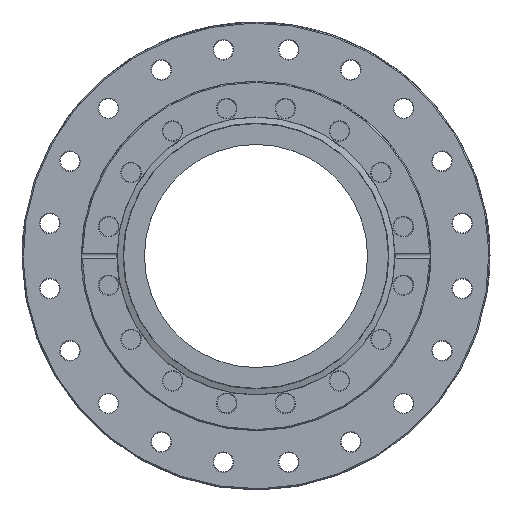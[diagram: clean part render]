
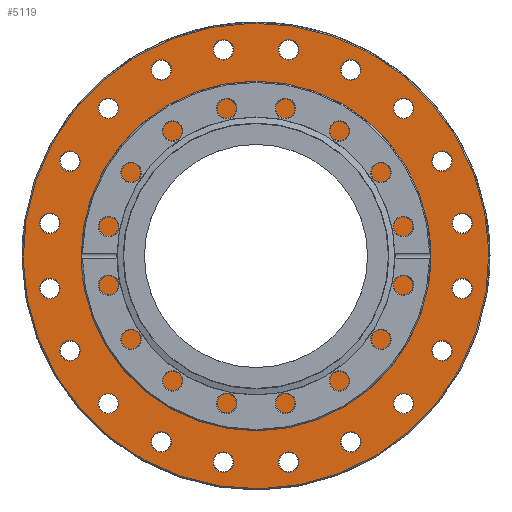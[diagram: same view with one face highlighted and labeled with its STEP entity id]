
A CAD part, front view. The second image highlights one B-rep face of the part: STEP entity #5119.
In plain terms, the highlighted planar face has unit normal (0, -1, 0).
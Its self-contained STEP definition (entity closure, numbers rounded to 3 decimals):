
#793=PLANE('',#5566);
#953=FACE_BOUND('',#1520,.T.);
#954=FACE_BOUND('',#1521,.T.);
#955=FACE_BOUND('',#1522,.T.);
#956=FACE_BOUND('',#1523,.T.);
#957=FACE_BOUND('',#1524,.T.);
#958=FACE_BOUND('',#1525,.T.);
#959=FACE_BOUND('',#1526,.T.);
#960=FACE_BOUND('',#1527,.T.);
#961=FACE_BOUND('',#1528,.T.);
#962=FACE_BOUND('',#1529,.T.);
#963=FACE_BOUND('',#1530,.T.);
#964=FACE_BOUND('',#1531,.T.);
#965=FACE_BOUND('',#1532,.T.);
#966=FACE_BOUND('',#1533,.T.);
#967=FACE_BOUND('',#1534,.T.);
#968=FACE_BOUND('',#1535,.T.);
#969=FACE_BOUND('',#1536,.T.);
#970=FACE_BOUND('',#1537,.T.);
#971=FACE_BOUND('',#1538,.T.);
#972=FACE_BOUND('',#1539,.T.);
#973=FACE_BOUND('',#1540,.T.);
#1182=FACE_OUTER_BOUND('',#1519,.T.);
#1519=EDGE_LOOP('',(#3630));
#1520=EDGE_LOOP('',(#3631));
#1521=EDGE_LOOP('',(#3632));
#1522=EDGE_LOOP('',(#3633));
#1523=EDGE_LOOP('',(#3634));
#1524=EDGE_LOOP('',(#3635));
#1525=EDGE_LOOP('',(#3636));
#1526=EDGE_LOOP('',(#3637));
#1527=EDGE_LOOP('',(#3638));
#1528=EDGE_LOOP('',(#3639));
#1529=EDGE_LOOP('',(#3640));
#1530=EDGE_LOOP('',(#3641));
#1531=EDGE_LOOP('',(#3642));
#1532=EDGE_LOOP('',(#3643));
#1533=EDGE_LOOP('',(#3644));
#1534=EDGE_LOOP('',(#3645));
#1535=EDGE_LOOP('',(#3646));
#1536=EDGE_LOOP('',(#3647));
#1537=EDGE_LOOP('',(#3648));
#1538=EDGE_LOOP('',(#3649));
#1539=EDGE_LOOP('',(#3650));
#1540=EDGE_LOOP('',(#3651));
#2080=CIRCLE('',#5562,50.8);
#2081=CIRCLE('',#5564,101.);
#2083=CIRCLE('',#5567,4.45);
#2084=CIRCLE('',#5568,4.45);
#2085=CIRCLE('',#5569,4.45);
#2086=CIRCLE('',#5570,4.45);
#2087=CIRCLE('',#5571,4.45);
#2088=CIRCLE('',#5572,4.45);
#2089=CIRCLE('',#5573,4.45);
#2090=CIRCLE('',#5574,4.45);
#2091=CIRCLE('',#5575,4.45);
#2092=CIRCLE('',#5576,4.45);
#2093=CIRCLE('',#5577,4.45);
#2094=CIRCLE('',#5578,4.45);
#2095=CIRCLE('',#5579,4.45);
#2096=CIRCLE('',#5580,4.45);
#2097=CIRCLE('',#5581,4.45);
#2098=CIRCLE('',#5582,4.45);
#2099=CIRCLE('',#5583,4.45);
#2100=CIRCLE('',#5584,4.45);
#2101=CIRCLE('',#5585,4.45);
#2102=CIRCLE('',#5586,4.45);
#2383=VERTEX_POINT('',#7422);
#2384=VERTEX_POINT('',#7425);
#2386=VERTEX_POINT('',#7430);
#2387=VERTEX_POINT('',#7432);
#2388=VERTEX_POINT('',#7434);
#2389=VERTEX_POINT('',#7436);
#2390=VERTEX_POINT('',#7438);
#2391=VERTEX_POINT('',#7440);
#2392=VERTEX_POINT('',#7442);
#2393=VERTEX_POINT('',#7444);
#2394=VERTEX_POINT('',#7446);
#2395=VERTEX_POINT('',#7448);
#2396=VERTEX_POINT('',#7450);
#2397=VERTEX_POINT('',#7452);
#2398=VERTEX_POINT('',#7454);
#2399=VERTEX_POINT('',#7456);
#2400=VERTEX_POINT('',#7458);
#2401=VERTEX_POINT('',#7460);
#2402=VERTEX_POINT('',#7462);
#2403=VERTEX_POINT('',#7464);
#2404=VERTEX_POINT('',#7466);
#2405=VERTEX_POINT('',#7468);
#2916=EDGE_CURVE('',#2383,#2383,#2080,.T.);
#2917=EDGE_CURVE('',#2384,#2384,#2081,.T.);
#2919=EDGE_CURVE('',#2386,#2386,#2083,.T.);
#2920=EDGE_CURVE('',#2387,#2387,#2084,.T.);
#2921=EDGE_CURVE('',#2388,#2388,#2085,.T.);
#2922=EDGE_CURVE('',#2389,#2389,#2086,.T.);
#2923=EDGE_CURVE('',#2390,#2390,#2087,.T.);
#2924=EDGE_CURVE('',#2391,#2391,#2088,.T.);
#2925=EDGE_CURVE('',#2392,#2392,#2089,.T.);
#2926=EDGE_CURVE('',#2393,#2393,#2090,.T.);
#2927=EDGE_CURVE('',#2394,#2394,#2091,.T.);
#2928=EDGE_CURVE('',#2395,#2395,#2092,.T.);
#2929=EDGE_CURVE('',#2396,#2396,#2093,.T.);
#2930=EDGE_CURVE('',#2397,#2397,#2094,.T.);
#2931=EDGE_CURVE('',#2398,#2398,#2095,.T.);
#2932=EDGE_CURVE('',#2399,#2399,#2096,.T.);
#2933=EDGE_CURVE('',#2400,#2400,#2097,.T.);
#2934=EDGE_CURVE('',#2401,#2401,#2098,.T.);
#2935=EDGE_CURVE('',#2402,#2402,#2099,.T.);
#2936=EDGE_CURVE('',#2403,#2403,#2100,.T.);
#2937=EDGE_CURVE('',#2404,#2404,#2101,.T.);
#2938=EDGE_CURVE('',#2405,#2405,#2102,.T.);
#3630=ORIENTED_EDGE('',*,*,#2917,.F.);
#3631=ORIENTED_EDGE('',*,*,#2916,.T.);
#3632=ORIENTED_EDGE('',*,*,#2919,.F.);
#3633=ORIENTED_EDGE('',*,*,#2920,.F.);
#3634=ORIENTED_EDGE('',*,*,#2921,.F.);
#3635=ORIENTED_EDGE('',*,*,#2922,.F.);
#3636=ORIENTED_EDGE('',*,*,#2923,.F.);
#3637=ORIENTED_EDGE('',*,*,#2924,.F.);
#3638=ORIENTED_EDGE('',*,*,#2925,.F.);
#3639=ORIENTED_EDGE('',*,*,#2926,.F.);
#3640=ORIENTED_EDGE('',*,*,#2927,.F.);
#3641=ORIENTED_EDGE('',*,*,#2928,.F.);
#3642=ORIENTED_EDGE('',*,*,#2929,.F.);
#3643=ORIENTED_EDGE('',*,*,#2930,.F.);
#3644=ORIENTED_EDGE('',*,*,#2931,.F.);
#3645=ORIENTED_EDGE('',*,*,#2932,.F.);
#3646=ORIENTED_EDGE('',*,*,#2933,.F.);
#3647=ORIENTED_EDGE('',*,*,#2934,.F.);
#3648=ORIENTED_EDGE('',*,*,#2935,.F.);
#3649=ORIENTED_EDGE('',*,*,#2936,.F.);
#3650=ORIENTED_EDGE('',*,*,#2937,.F.);
#3651=ORIENTED_EDGE('',*,*,#2938,.F.);
#5119=ADVANCED_FACE('',(#1182,#953,#954,#955,#956,#957,#958,#959,#960,#961,
#962,#963,#964,#965,#966,#967,#968,#969,#970,#971,#972,#973),#793,.T.);
#5562=AXIS2_PLACEMENT_3D('',#7423,#6109,#6110);
#5564=AXIS2_PLACEMENT_3D('',#7426,#6113,#6114);
#5566=AXIS2_PLACEMENT_3D('',#7429,#6117,#6118);
#5567=AXIS2_PLACEMENT_3D('',#7431,#6119,#6120);
#5568=AXIS2_PLACEMENT_3D('',#7433,#6121,#6122);
#5569=AXIS2_PLACEMENT_3D('',#7435,#6123,#6124);
#5570=AXIS2_PLACEMENT_3D('',#7437,#6125,#6126);
#5571=AXIS2_PLACEMENT_3D('',#7439,#6127,#6128);
#5572=AXIS2_PLACEMENT_3D('',#7441,#6129,#6130);
#5573=AXIS2_PLACEMENT_3D('',#7443,#6131,#6132);
#5574=AXIS2_PLACEMENT_3D('',#7445,#6133,#6134);
#5575=AXIS2_PLACEMENT_3D('',#7447,#6135,#6136);
#5576=AXIS2_PLACEMENT_3D('',#7449,#6137,#6138);
#5577=AXIS2_PLACEMENT_3D('',#7451,#6139,#6140);
#5578=AXIS2_PLACEMENT_3D('',#7453,#6141,#6142);
#5579=AXIS2_PLACEMENT_3D('',#7455,#6143,#6144);
#5580=AXIS2_PLACEMENT_3D('',#7457,#6145,#6146);
#5581=AXIS2_PLACEMENT_3D('',#7459,#6147,#6148);
#5582=AXIS2_PLACEMENT_3D('',#7461,#6149,#6150);
#5583=AXIS2_PLACEMENT_3D('',#7463,#6151,#6152);
#5584=AXIS2_PLACEMENT_3D('',#7465,#6153,#6154);
#5585=AXIS2_PLACEMENT_3D('',#7467,#6155,#6156);
#5586=AXIS2_PLACEMENT_3D('',#7469,#6157,#6158);
#6109=DIRECTION('center_axis',(0.,1.,0.));
#6110=DIRECTION('ref_axis',(-0.988,0.,-0.156));
#6113=DIRECTION('center_axis',(0.,1.,0.));
#6114=DIRECTION('ref_axis',(1.,0.,0.));
#6117=DIRECTION('center_axis',(0.,-1.,0.));
#6118=DIRECTION('ref_axis',(0.,0.,-1.));
#6119=DIRECTION('center_axis',(0.,-1.,0.));
#6120=DIRECTION('ref_axis',(0.951,0.,0.309));
#6121=DIRECTION('center_axis',(0.,-1.,0.));
#6122=DIRECTION('ref_axis',(0.588,0.,0.809));
#6123=DIRECTION('center_axis',(0.,-1.,0.));
#6124=DIRECTION('ref_axis',(0.,0.,1.));
#6125=DIRECTION('center_axis',(0.,-1.,0.));
#6126=DIRECTION('ref_axis',(-0.588,0.,0.809));
#6127=DIRECTION('center_axis',(0.,-1.,0.));
#6128=DIRECTION('ref_axis',(-0.951,0.,0.309));
#6129=DIRECTION('center_axis',(0.,-1.,0.));
#6130=DIRECTION('ref_axis',(-0.951,0.,-0.309));
#6131=DIRECTION('center_axis',(0.,-1.,0.));
#6132=DIRECTION('ref_axis',(-0.588,0.,-0.809));
#6133=DIRECTION('center_axis',(0.,-1.,0.));
#6134=DIRECTION('ref_axis',(0.,0.,-1.));
#6135=DIRECTION('center_axis',(0.,-1.,0.));
#6136=DIRECTION('ref_axis',(0.588,0.,-0.809));
#6137=DIRECTION('center_axis',(0.,-1.,0.));
#6138=DIRECTION('ref_axis',(0.951,0.,-0.309));
#6139=DIRECTION('center_axis',(0.,-1.,0.));
#6140=DIRECTION('ref_axis',(1.,0.,0.));
#6141=DIRECTION('center_axis',(0.,-1.,0.));
#6142=DIRECTION('ref_axis',(0.809,0.,-0.588));
#6143=DIRECTION('center_axis',(0.,-1.,0.));
#6144=DIRECTION('ref_axis',(0.309,0.,-0.951));
#6145=DIRECTION('center_axis',(0.,-1.,0.));
#6146=DIRECTION('ref_axis',(-0.309,0.,-0.951));
#6147=DIRECTION('center_axis',(0.,-1.,0.));
#6148=DIRECTION('ref_axis',(-0.809,0.,-0.588));
#6149=DIRECTION('center_axis',(0.,-1.,0.));
#6150=DIRECTION('ref_axis',(-1.,0.,0.));
#6151=DIRECTION('center_axis',(0.,-1.,0.));
#6152=DIRECTION('ref_axis',(-0.809,0.,0.588));
#6153=DIRECTION('center_axis',(0.,-1.,0.));
#6154=DIRECTION('ref_axis',(-0.309,0.,0.951));
#6155=DIRECTION('center_axis',(0.,-1.,0.));
#6156=DIRECTION('ref_axis',(0.309,0.,0.951));
#6157=DIRECTION('center_axis',(0.,-1.,0.));
#6158=DIRECTION('ref_axis',(0.809,0.,0.588));
#7422=CARTESIAN_POINT('',(50.175,0.,7.947));
#7423=CARTESIAN_POINT('Origin',(0.,0.,0.));
#7425=CARTESIAN_POINT('',(-101.,0.,0.));
#7426=CARTESIAN_POINT('Origin',(0.,0.,0.));
#7429=CARTESIAN_POINT('Origin',(-101.5,0.,0.));
#7430=CARTESIAN_POINT('',(23.749,0.,-87.493));
#7431=CARTESIAN_POINT('Origin',(27.981,0.,-86.118));
#7432=CARTESIAN_POINT('',(70.641,0.,-56.824));
#7433=CARTESIAN_POINT('Origin',(73.256,0.,-53.224));
#7434=CARTESIAN_POINT('',(90.55,0.,-4.45));
#7435=CARTESIAN_POINT('Origin',(90.55,0.,0.));
#7436=CARTESIAN_POINT('',(75.872,0.,49.624));
#7437=CARTESIAN_POINT('Origin',(73.256,0.,53.224));
#7438=CARTESIAN_POINT('',(32.214,0.,84.743));
#7439=CARTESIAN_POINT('Origin',(27.981,0.,86.118));
#7440=CARTESIAN_POINT('',(-23.749,0.,87.493));
#7441=CARTESIAN_POINT('Origin',(-27.981,0.,86.118));
#7442=CARTESIAN_POINT('',(-70.641,0.,56.824));
#7443=CARTESIAN_POINT('Origin',(-73.256,0.,53.224));
#7444=CARTESIAN_POINT('',(-90.55,0.,4.45));
#7445=CARTESIAN_POINT('Origin',(-90.55,0.,0.));
#7446=CARTESIAN_POINT('',(-75.872,0.,-49.624));
#7447=CARTESIAN_POINT('Origin',(-73.256,0.,-53.224));
#7448=CARTESIAN_POINT('',(-32.214,0.,-84.743));
#7449=CARTESIAN_POINT('Origin',(-27.981,0.,-86.118));
#7450=CARTESIAN_POINT('',(-4.45,0.,-90.55));
#7451=CARTESIAN_POINT('Origin',(0.,0.,-90.55));
#7452=CARTESIAN_POINT('',(-56.824,0.,-70.641));
#7453=CARTESIAN_POINT('Origin',(-53.224,0.,-73.256));
#7454=CARTESIAN_POINT('',(-87.493,0.,-23.749));
#7455=CARTESIAN_POINT('Origin',(-86.118,0.,-27.981));
#7456=CARTESIAN_POINT('',(-84.743,0.,32.214));
#7457=CARTESIAN_POINT('Origin',(-86.118,0.,27.981));
#7458=CARTESIAN_POINT('',(-49.624,0.,75.872));
#7459=CARTESIAN_POINT('Origin',(-53.224,0.,73.256));
#7460=CARTESIAN_POINT('',(4.45,0.,90.55));
#7461=CARTESIAN_POINT('Origin',(0.,0.,90.55));
#7462=CARTESIAN_POINT('',(56.824,0.,70.641));
#7463=CARTESIAN_POINT('Origin',(53.224,0.,73.256));
#7464=CARTESIAN_POINT('',(87.493,0.,23.749));
#7465=CARTESIAN_POINT('Origin',(86.118,0.,27.981));
#7466=CARTESIAN_POINT('',(84.743,0.,-32.214));
#7467=CARTESIAN_POINT('Origin',(86.118,0.,-27.981));
#7468=CARTESIAN_POINT('',(49.624,0.,-75.872));
#7469=CARTESIAN_POINT('Origin',(53.224,0.,-73.256));
